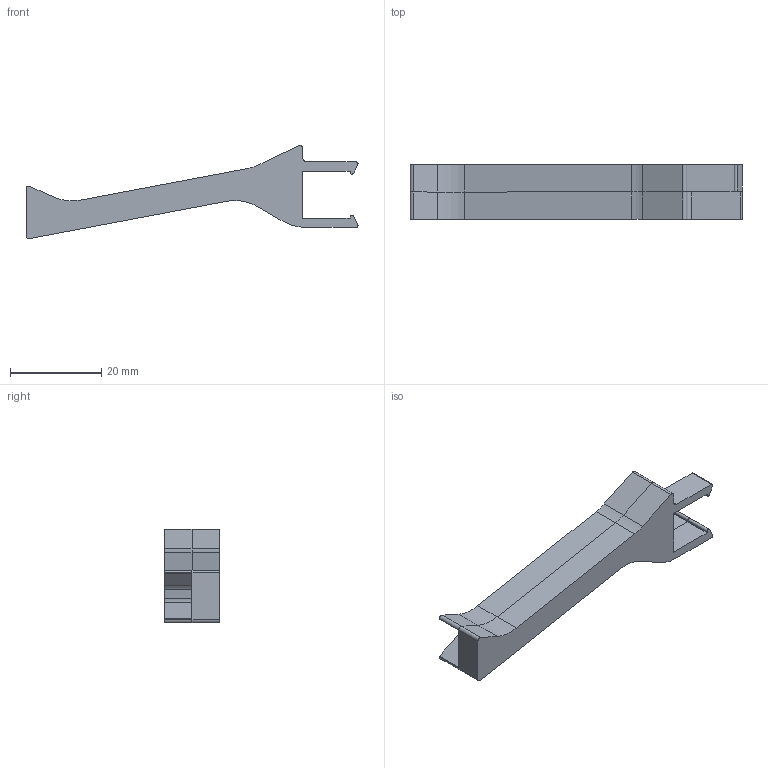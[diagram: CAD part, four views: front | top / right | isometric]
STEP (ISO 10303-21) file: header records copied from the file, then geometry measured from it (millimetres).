
FILE_DESCRIPTION(('FreeCAD Model'),'2;1');
FILE_NAME('paper guide 1 mirror .step', '2017-10-18T17:50:44',('Author'),(''), 'Open CASCADE STEP processor 6.8','FreeCAD','Unknown');
FILE_SCHEMA(('AUTOMOTIVE_DESIGN_CC2 { 1 2 10303 214 -1 1 5 4 }'));
Length unit declared in the file: millimetre
Products named in the file (2): ASSEMBLY; Fillet021025
Assembly tree (1 placements, depth 2):
  ASSEMBLY
    Fillet021025
Bounding box: 72.95 x 12 x 20.5 mm (x, y, z)
Volume: 5358.1 mm3; surface area: 4047.1 mm2
Topology: 1 solids, 1 shells, 62 faces, 155 edges, 95 vertices
Faces by surface type: plane 38, cylinder 24
Entity records: 3890 total; most frequent: CARTESIAN_POINT 714, DIRECTION 602, LINE 378, VECTOR 378, ORIENTED_EDGE 310, PCURVE 310, DEFINITIONAL_REPRESENTATION 310, EDGE_CURVE 155
